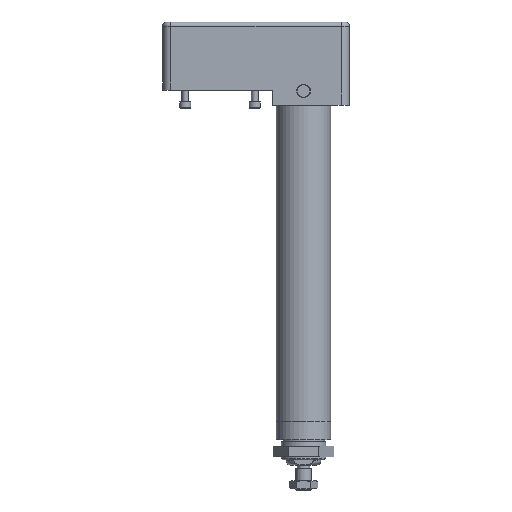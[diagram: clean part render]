
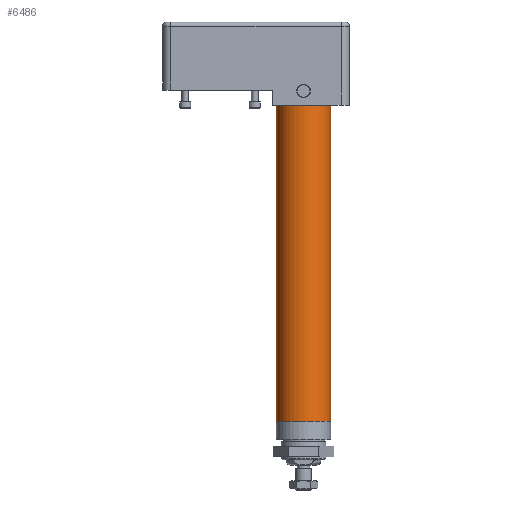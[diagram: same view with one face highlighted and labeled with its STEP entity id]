
A CAD part, left-side view. The second image highlights one B-rep face of the part: STEP entity #6486.
In plain terms, the highlighted cylindrical face has radius 20.837 mm (diameter 41.675 mm), a full revolution.
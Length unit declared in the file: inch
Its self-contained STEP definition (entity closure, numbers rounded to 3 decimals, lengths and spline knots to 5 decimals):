
#254 = AXIS2_PLACEMENT_3D ( 'NONE', #5908, #10013, #4484 ) ;
#1075 = CIRCLE ( 'NONE', #11968, 0.82037 ) ;
#4197 = EDGE_LOOP ( 'NONE', ( #16233 ) ) ;
#4400 = ORIENTED_EDGE ( 'NONE', *, *, #8404, .T. ) ;
#4484 = DIRECTION ( 'NONE',  ( -1., 0., 0. ) ) ;
#5908 = CARTESIAN_POINT ( 'NONE',  ( 0., 0., 0. ) ) ;
#6486 = ADVANCED_FACE ( 'NONE', ( #12573, #12486 ), #9849, .T. ) ;
#8404 = EDGE_CURVE ( 'NONE', #9476, #9476, #13374, .T. ) ;
#8938 = EDGE_CURVE ( 'NONE', #9219, #9219, #1075, .T. ) ;
#9219 = VERTEX_POINT ( 'NONE', #15432 ) ;
#9476 = VERTEX_POINT ( 'NONE', #13245 ) ;
#9506 = DIRECTION ( 'NONE',  ( 1., 0., 0. ) ) ;
#9683 = CARTESIAN_POINT ( 'NONE',  ( 0., 0., -9.485 ) ) ;
#9849 = CYLINDRICAL_SURFACE ( 'NONE', #254, 0.82037 ) ;
#10013 = DIRECTION ( 'NONE',  ( 0., 0., -1. ) ) ;
#11083 = DIRECTION ( 'NONE',  ( 1., 0., 0. ) ) ;
#11968 = AXIS2_PLACEMENT_3D ( 'NONE', #16048, #12187, #11083 ) ;
#12187 = DIRECTION ( 'NONE',  ( 0., 0., 1. ) ) ;
#12486 = FACE_OUTER_BOUND ( 'NONE', #4197, .T. ) ;
#12573 = FACE_OUTER_BOUND ( 'NONE', #14776, .T. ) ;
#13245 = CARTESIAN_POINT ( 'NONE',  ( 0.82037, 0., -9.485 ) ) ;
#13374 = CIRCLE ( 'NONE', #16120, 0.82037 ) ;
#14776 = EDGE_LOOP ( 'NONE', ( #4400 ) ) ;
#14819 = DIRECTION ( 'NONE',  ( 0., 0., 1. ) ) ;
#15432 = CARTESIAN_POINT ( 'NONE',  ( 0.82037, 0., 0. ) ) ;
#16048 = CARTESIAN_POINT ( 'NONE',  ( 0., 0., 0. ) ) ;
#16120 = AXIS2_PLACEMENT_3D ( 'NONE', #9683, #14819, #9506 ) ;
#16233 = ORIENTED_EDGE ( 'NONE', *, *, #8938, .F. ) ;
